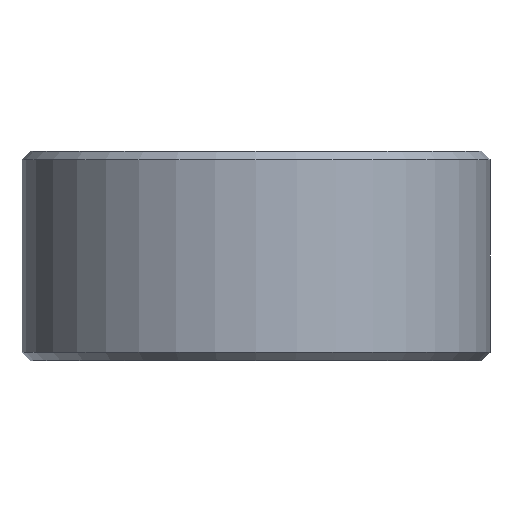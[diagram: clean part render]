
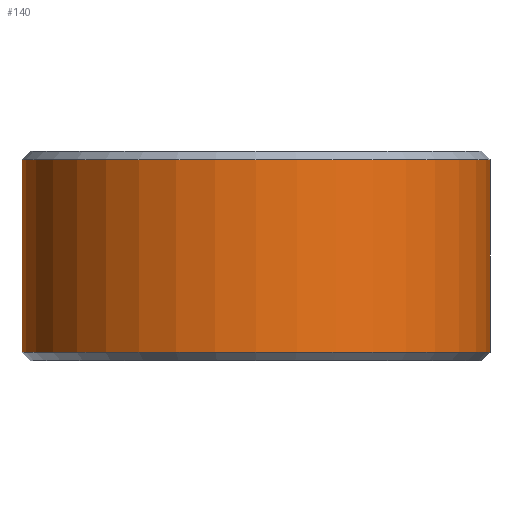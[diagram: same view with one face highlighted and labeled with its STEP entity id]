
A CAD part, front view. The second image highlights one B-rep face of the part: STEP entity #140.
In plain terms, the highlighted cylindrical face has radius 4 mm (diameter 8 mm), a partial arc.
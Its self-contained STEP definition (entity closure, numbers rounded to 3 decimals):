
#15 = ORIENTED_EDGE ( 'NONE', *, *, #18, .T. ) ;
#16 = ORIENTED_EDGE ( 'NONE', *, *, #142, .F. ) ;
#18 = EDGE_CURVE ( 'NONE', #66, #65, #152, .T. ) ;
#37 = EDGE_CURVE ( 'NONE', #65, #40, #153, .T. ) ;
#40 = VERTEX_POINT ( 'NONE', #93 ) ;
#65 = VERTEX_POINT ( 'NONE', #99 ) ;
#66 = VERTEX_POINT ( 'NONE', #98 ) ;
#93 = CARTESIAN_POINT ( 'NONE',  ( -4., 0., -0.859 ) ) ;
#94 = DIRECTION ( 'NONE',  ( 0., 0., -1. ) ) ;
#95 = VECTOR ( 'NONE', #94, 1000. ) ;
#96 = CARTESIAN_POINT ( 'NONE',  ( -4., 0., -1. ) ) ;
#98 = CARTESIAN_POINT ( 'NONE',  ( 4., 0., 2.439 ) ) ;
#99 = CARTESIAN_POINT ( 'NONE',  ( -4., 0., 2.439 ) ) ;
#127 = EDGE_CURVE ( 'NONE', #146, #40, #341, .T. ) ;
#138 = EDGE_LOOP ( 'NONE', ( #16, #15, #139, #141 ) ) ;
#139 = ORIENTED_EDGE ( 'NONE', *, *, #37, .T. ) ;
#140 = ADVANCED_FACE ( 'NONE', ( #269 ), #374, .T. ) ;
#141 = ORIENTED_EDGE ( 'NONE', *, *, #127, .F. ) ;
#142 = EDGE_CURVE ( 'NONE', #66, #146, #361, .T. ) ;
#146 = VERTEX_POINT ( 'NONE', #378 ) ;
#148 = DIRECTION ( 'NONE',  ( -1., 0., 0. ) ) ;
#149 = DIRECTION ( 'NONE',  ( 0., 0., -1. ) ) ;
#150 = CARTESIAN_POINT ( 'NONE',  ( 0., 0., 2.439 ) ) ;
#151 = AXIS2_PLACEMENT_3D ( 'NONE', #150, #149, #148 ) ;
#152 = CIRCLE ( 'NONE', #151, 4. ) ;
#153 = LINE ( 'NONE', #96, #95 ) ;
#269 = FACE_OUTER_BOUND ( 'NONE', #138, .T. ) ;
#337 = DIRECTION ( 'NONE',  ( -1., 0., 0. ) ) ;
#338 = DIRECTION ( 'NONE',  ( 0., 0., -1. ) ) ;
#339 = CARTESIAN_POINT ( 'NONE',  ( 0., 0., -0.859 ) ) ;
#340 = AXIS2_PLACEMENT_3D ( 'NONE', #339, #338, #337 ) ;
#341 = CIRCLE ( 'NONE', #340, 4. ) ;
#361 = LINE ( 'NONE', #376, #371 ) ;
#362 = DIRECTION ( 'NONE',  ( -1., 0., 0. ) ) ;
#371 = VECTOR ( 'NONE', #375, 1000. ) ;
#374 = CYLINDRICAL_SURFACE ( 'NONE', #418, 4. ) ;
#375 = DIRECTION ( 'NONE',  ( 0., 0., -1. ) ) ;
#376 = CARTESIAN_POINT ( 'NONE',  ( 4., 0., -1. ) ) ;
#377 = DIRECTION ( 'NONE',  ( 0., 0., -1. ) ) ;
#378 = CARTESIAN_POINT ( 'NONE',  ( 4., 0., -0.859 ) ) ;
#394 = CARTESIAN_POINT ( 'NONE',  ( 0., 0., -1. ) ) ;
#418 = AXIS2_PLACEMENT_3D ( 'NONE', #394, #377, #362 ) ;
